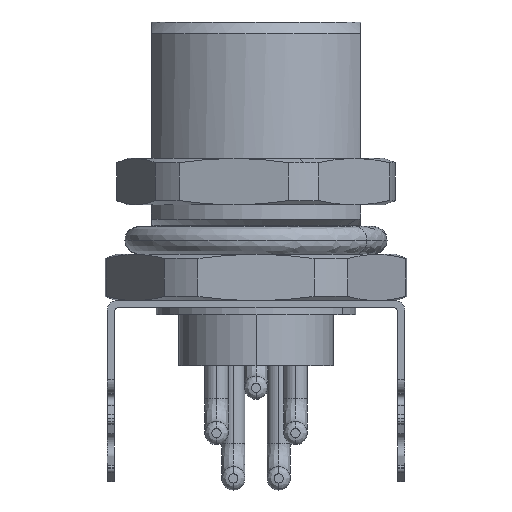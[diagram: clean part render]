
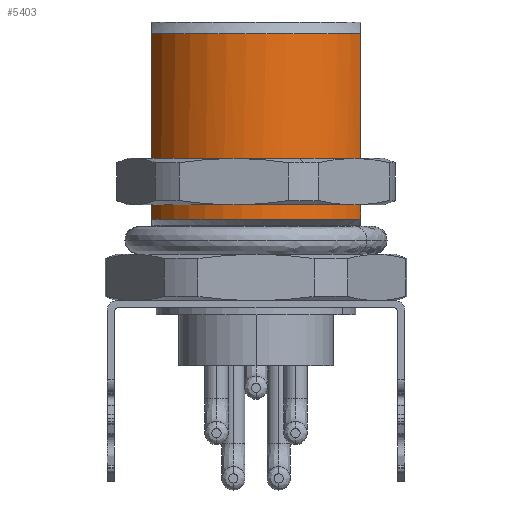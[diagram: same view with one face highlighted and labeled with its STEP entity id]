
A CAD part, front view. The second image highlights one B-rep face of the part: STEP entity #5403.
In plain terms, the highlighted cylindrical face has radius 5 mm (diameter 10 mm), a partial arc.
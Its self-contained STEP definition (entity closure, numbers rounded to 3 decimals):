
#153 = VECTOR ( 'NONE', #485, 1000. ) ;
#231 = EDGE_CURVE ( 'NONE', #7500, #600, #2940, .T. ) ;
#340 = CARTESIAN_POINT ( 'NONE',  ( -4.5, -2.179, 3.518 ) ) ;
#485 = DIRECTION ( 'NONE',  ( 0., 0., -1. ) ) ;
#495 = CARTESIAN_POINT ( 'NONE',  ( 4.5, -2.179, 11.5 ) ) ;
#600 = VERTEX_POINT ( 'NONE', #9408 ) ;
#1075 = DIRECTION ( 'NONE',  ( 0., 0., -1. ) ) ;
#1708 = AXIS2_PLACEMENT_3D ( 'NONE', #8738, #2948, #9730 ) ;
#1862 = CIRCLE ( 'NONE', #10672, 5. ) ;
#2657 = ORIENTED_EDGE ( 'NONE', *, *, #231, .T. ) ;
#2940 = CIRCLE ( 'NONE', #7924, 5. ) ;
#2945 = CIRCLE ( 'NONE', #1708, 5. ) ;
#2948 = DIRECTION ( 'NONE',  ( 0., 0., 1. ) ) ;
#3449 = EDGE_CURVE ( 'NONE', #10097, #3831, #10959, .T. ) ;
#3570 = ORIENTED_EDGE ( 'NONE', *, *, #3449, .T. ) ;
#3831 = VERTEX_POINT ( 'NONE', #495 ) ;
#4071 = EDGE_LOOP ( 'NONE', ( #2657, #7443, #3570, #11171, #9582 ) ) ;
#4774 = EDGE_CURVE ( 'NONE', #3831, #8594, #1862, .T. ) ;
#5169 = DIRECTION ( 'NONE',  ( 0., 0., -1. ) ) ;
#5403 = ADVANCED_FACE ( 'NONE', ( #10632 ), #7661, .T. ) ;
#5665 = EDGE_CURVE ( 'NONE', #8594, #7500, #9837, .T. ) ;
#5693 = VECTOR ( 'NONE', #7943, 1000. ) ;
#6732 = DIRECTION ( 'NONE',  ( -0.866, 0.5, 0. ) ) ;
#7216 = CARTESIAN_POINT ( 'NONE',  ( 0., 0., 3.518 ) ) ;
#7232 = DIRECTION ( 'NONE',  ( 0., 0., 1. ) ) ;
#7247 = DIRECTION ( 'NONE',  ( -0.866, 0.5, 0. ) ) ;
#7443 = ORIENTED_EDGE ( 'NONE', *, *, #9477, .T. ) ;
#7500 = VERTEX_POINT ( 'NONE', #340 ) ;
#7661 = CYLINDRICAL_SURFACE ( 'NONE', #8596, 5. ) ;
#7924 = AXIS2_PLACEMENT_3D ( 'NONE', #7216, #7232, #7247 ) ;
#7943 = DIRECTION ( 'NONE',  ( 0., 0., 1. ) ) ;
#8076 = CARTESIAN_POINT ( 'NONE',  ( 4.5, -2.179, 12. ) ) ;
#8220 = CARTESIAN_POINT ( 'NONE',  ( -4.5, -2.179, 12. ) ) ;
#8594 = VERTEX_POINT ( 'NONE', #10995 ) ;
#8596 = AXIS2_PLACEMENT_3D ( 'NONE', #8761, #1075, #6732 ) ;
#8738 = CARTESIAN_POINT ( 'NONE',  ( 0., 0., 3.518 ) ) ;
#8761 = CARTESIAN_POINT ( 'NONE',  ( 0., 0., 12. ) ) ;
#9408 = CARTESIAN_POINT ( 'NONE',  ( 4.33, -2.5, 3.518 ) ) ;
#9477 = EDGE_CURVE ( 'NONE', #600, #10097, #2945, .T. ) ;
#9582 = ORIENTED_EDGE ( 'NONE', *, *, #5665, .T. ) ;
#9730 = DIRECTION ( 'NONE',  ( -0.866, 0.5, 0. ) ) ;
#9837 = LINE ( 'NONE', #8220, #153 ) ;
#10097 = VERTEX_POINT ( 'NONE', #11434 ) ;
#10632 = FACE_OUTER_BOUND ( 'NONE', #4071, .T. ) ;
#10672 = AXIS2_PLACEMENT_3D ( 'NONE', #11085, #5169, #12067 ) ;
#10959 = LINE ( 'NONE', #8076, #5693 ) ;
#10995 = CARTESIAN_POINT ( 'NONE',  ( -4.5, -2.179, 11.5 ) ) ;
#11085 = CARTESIAN_POINT ( 'NONE',  ( 0., 0., 11.5 ) ) ;
#11171 = ORIENTED_EDGE ( 'NONE', *, *, #4774, .T. ) ;
#11434 = CARTESIAN_POINT ( 'NONE',  ( 4.5, -2.179, 3.518 ) ) ;
#12067 = DIRECTION ( 'NONE',  ( -0.866, 0.5, 0. ) ) ;
